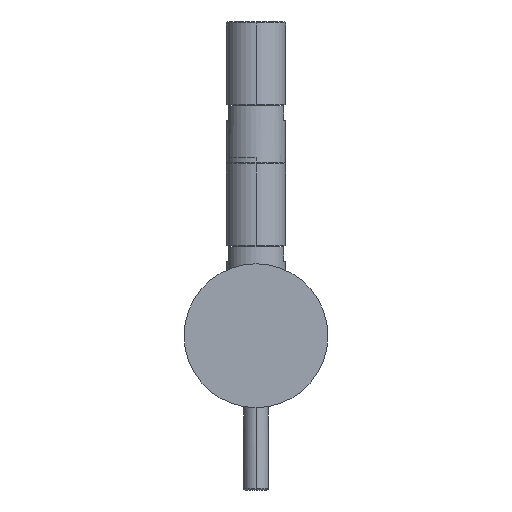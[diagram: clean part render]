
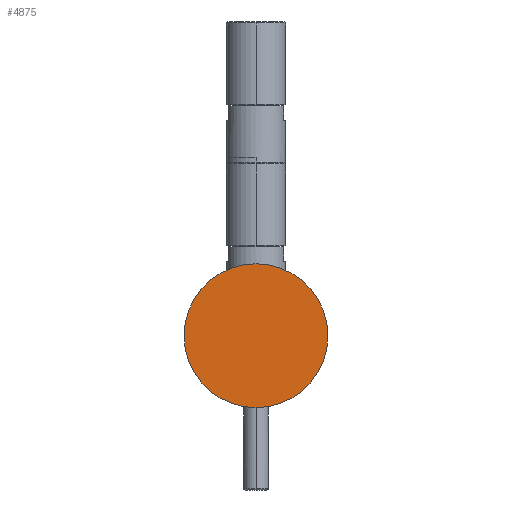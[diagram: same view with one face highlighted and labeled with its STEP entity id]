
A CAD part, front view. The second image highlights one B-rep face of the part: STEP entity #4875.
In plain terms, the highlighted planar face has unit normal (0, -1, 0).
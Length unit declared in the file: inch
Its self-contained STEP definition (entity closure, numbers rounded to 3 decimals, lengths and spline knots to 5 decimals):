
#1928=CARTESIAN_POINT('',(0.,-1.59,0.));
#1929=DIRECTION('',(0.,1.,0.));
#1930=DIRECTION('',(-1.,0.,0.));
#1931=AXIS2_PLACEMENT_3D('',#1928,#1929,#1930);
#1946=CARTESIAN_POINT('',(0.,-1.59,0.));
#1947=DIRECTION('',(0.,-1.,0.));
#1948=DIRECTION('',(-1.,0.,0.));
#1949=AXIS2_PLACEMENT_3D('',#1946,#1947,#1948);
#2268=CARTESIAN_POINT('',(-1.46,-1.59,0.));
#2269=CARTESIAN_POINT('',(1.46,-1.59,0.));
#2270=VERTEX_POINT('',#2268);
#2271=VERTEX_POINT('',#2269);
#4865=CARTESIAN_POINT('',(0.,-1.59,0.));
#4866=DIRECTION('',(0.,-1.,0.));
#4867=DIRECTION('',(1.,0.,0.));
#4868=AXIS2_PLACEMENT_3D('',#4865,#4866,#4867);
#4869=PLANE('',#4868);
#4870=ORIENTED_EDGE('',*,*,#4855,.T.);
#4872=ORIENTED_EDGE('',*,*,#4871,.F.);
#4873=EDGE_LOOP('',(#4870,#4872));
#4874=FACE_OUTER_BOUND('',#4873,.F.);
#4875=ADVANCED_FACE('',(#4874),#4869,.T.);
#1932=CIRCLE('',#1931,1.46);
#1950=CIRCLE('',#1949,1.46);
#4855=EDGE_CURVE('',#2270,#2271,#1932,.T.);
#4871=EDGE_CURVE('',#2270,#2271,#1950,.T.);
